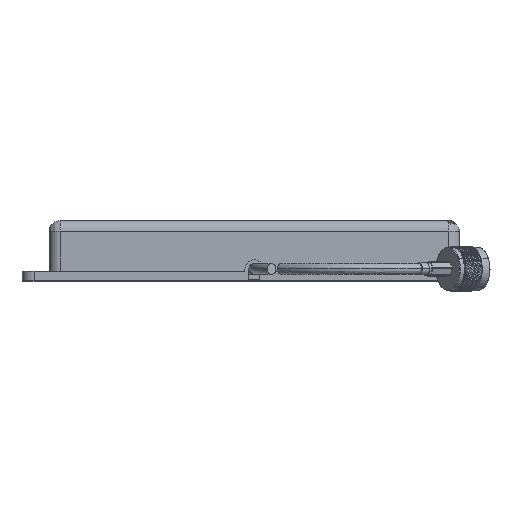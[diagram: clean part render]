
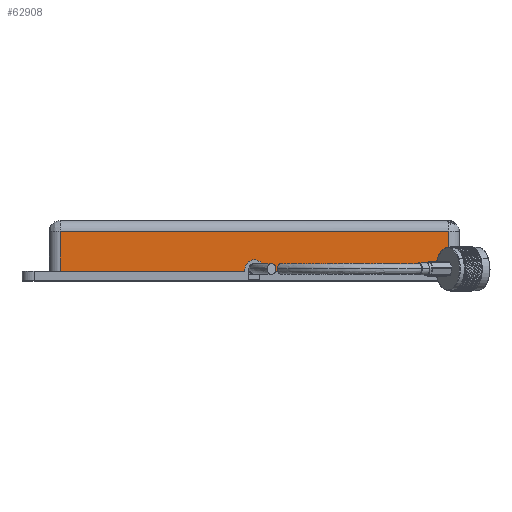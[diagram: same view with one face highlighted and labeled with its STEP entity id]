
A CAD part, top view. The second image highlights one B-rep face of the part: STEP entity #62908.
In plain terms, the highlighted face is planar.
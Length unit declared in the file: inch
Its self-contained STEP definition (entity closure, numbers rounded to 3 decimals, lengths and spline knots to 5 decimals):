
#2632 = LINE ( 'NONE', #89216, #95804 ) ;
#3044 = DIRECTION ( 'NONE',  ( 0., 1., 0. ) ) ;
#4590 = EDGE_LOOP ( 'NONE', ( #13614, #127155, #28572, #80431, #77594, #32475, #44141, #123115, #92235 ) ) ;
#6892 = VECTOR ( 'NONE', #74943, 39.37008 ) ;
#10909 = CARTESIAN_POINT ( 'NONE',  ( 18.89771, 16.96078, 0.13 ) ) ;
#11109 = VERTEX_POINT ( 'NONE', #105268 ) ;
#12535 = VERTEX_POINT ( 'NONE', #123225 ) ;
#13556 = AXIS2_PLACEMENT_3D ( 'NONE', #35060, #3044, #112166 ) ;
#13614 = ORIENTED_EDGE ( 'NONE', *, *, #36967, .T. ) ;
#14626 = VECTOR ( 'NONE', #56643, 39.37008 ) ;
#19497 = VERTEX_POINT ( 'NONE', #10909 ) ;
#21045 = LINE ( 'NONE', #30572, #6892 ) ;
#22864 = CIRCLE ( 'NONE', #13556, 0.17 ) ;
#23709 = DIRECTION ( 'NONE',  ( 0., 0., -1. ) ) ;
#25852 = LINE ( 'NONE', #114588, #99611 ) ;
#26384 = VECTOR ( 'NONE', #70129, 39.37008 ) ;
#26854 = VERTEX_POINT ( 'NONE', #124840 ) ;
#28572 = ORIENTED_EDGE ( 'NONE', *, *, #83307, .F. ) ;
#29306 = PLANE ( 'NONE',  #133102 ) ;
#30572 = CARTESIAN_POINT ( 'NONE',  ( 15.34771, 16.96078, -0.1165 ) ) ;
#32475 = ORIENTED_EDGE ( 'NONE', *, *, #45518, .F. ) ;
#33456 = VERTEX_POINT ( 'NONE', #77942 ) ;
#35060 = CARTESIAN_POINT ( 'NONE',  ( 18.89771, 16.96078, -0.04 ) ) ;
#35552 = LINE ( 'NONE', #83354, #105115 ) ;
#36967 = EDGE_CURVE ( 'NONE', #11109, #33456, #21045, .T. ) ;
#39760 = CARTESIAN_POINT ( 'NONE',  ( 19.06771, 16.96078, -0.04 ) ) ;
#42749 = VERTEX_POINT ( 'NONE', #39760 ) ;
#43950 = CARTESIAN_POINT ( 'NONE',  ( 18.89771, 16.96078, -0.04 ) ) ;
#44141 = ORIENTED_EDGE ( 'NONE', *, *, #58421, .T. ) ;
#44364 = CARTESIAN_POINT ( 'NONE',  ( 19.06771, 16.96078, -0.08 ) ) ;
#45518 = EDGE_CURVE ( 'NONE', #97508, #42749, #35552, .T. ) ;
#46238 = EDGE_CURVE ( 'NONE', #111111, #19497, #22864, .T. ) ;
#46478 = CARTESIAN_POINT ( 'NONE',  ( 22.80271, 16.96078, -0.08 ) ) ;
#48274 = DIRECTION ( 'NONE',  ( 0., 0., -1. ) ) ;
#49117 = DIRECTION ( 'NONE',  ( 0., 0., -1. ) ) ;
#50594 = DIRECTION ( 'NONE',  ( 0., 0., 1. ) ) ;
#53948 = LINE ( 'NONE', #46478, #14626 ) ;
#56302 = DIRECTION ( 'NONE',  ( 0., 0., 1. ) ) ;
#56643 = DIRECTION ( 'NONE',  ( 1., 0., 0. ) ) ;
#58421 = EDGE_CURVE ( 'NONE', #97508, #12535, #137254, .T. ) ;
#62725 = DIRECTION ( 'NONE',  ( 0., -1., 0. ) ) ;
#62908 = ADVANCED_FACE ( 'NONE', ( #139925 ), #29306, .T. ) ;
#70129 = DIRECTION ( 'NONE',  ( 1., 0., 0. ) ) ;
#70278 = CARTESIAN_POINT ( 'NONE',  ( 22.80271, 16.96078, -0.08 ) ) ;
#74943 = DIRECTION ( 'NONE',  ( 0., 0., -1. ) ) ;
#77594 = ORIENTED_EDGE ( 'NONE', *, *, #90046, .T. ) ;
#77942 = CARTESIAN_POINT ( 'NONE',  ( 15.34771, 16.96078, -0.08 ) ) ;
#79812 = AXIS2_PLACEMENT_3D ( 'NONE', #43950, #132801, #56302 ) ;
#80431 = ORIENTED_EDGE ( 'NONE', *, *, #46238, .T. ) ;
#83307 = EDGE_CURVE ( 'NONE', #111111, #26854, #2632, .T. ) ;
#83354 = CARTESIAN_POINT ( 'NONE',  ( 19.06771, 16.96078, -0.038 ) ) ;
#89216 = CARTESIAN_POINT ( 'NONE',  ( 18.72771, 16.96078, -0.082 ) ) ;
#90046 = EDGE_CURVE ( 'NONE', #19497, #42749, #138033, .T. ) ;
#92235 = ORIENTED_EDGE ( 'NONE', *, *, #128853, .F. ) ;
#95804 = VECTOR ( 'NONE', #23709, 39.37008 ) ;
#97508 = VERTEX_POINT ( 'NONE', #44364 ) ;
#99611 = VECTOR ( 'NONE', #49117, 39.37008 ) ;
#105115 = VECTOR ( 'NONE', #50594, 39.37008 ) ;
#105268 = CARTESIAN_POINT ( 'NONE',  ( 15.34771, 16.96078, 0.65 ) ) ;
#106766 = CARTESIAN_POINT ( 'NONE',  ( 22.44771, 16.96078, 0.65 ) ) ;
#111111 = VERTEX_POINT ( 'NONE', #135265 ) ;
#112166 = DIRECTION ( 'NONE',  ( 0., 0., 1. ) ) ;
#114478 = CARTESIAN_POINT ( 'NONE',  ( 22.80271, 16.96078, 0.65 ) ) ;
#114588 = CARTESIAN_POINT ( 'NONE',  ( 22.44771, 16.96078, -0.1165 ) ) ;
#118022 = CARTESIAN_POINT ( 'NONE',  ( 22.80271, 16.96078, -0.1165 ) ) ;
#123115 = ORIENTED_EDGE ( 'NONE', *, *, #138089, .F. ) ;
#123225 = CARTESIAN_POINT ( 'NONE',  ( 22.44771, 16.96078, -0.08 ) ) ;
#124840 = CARTESIAN_POINT ( 'NONE',  ( 18.72771, 16.96078, -0.08 ) ) ;
#127155 = ORIENTED_EDGE ( 'NONE', *, *, #128412, .T. ) ;
#128412 = EDGE_CURVE ( 'NONE', #33456, #26854, #53948, .T. ) ;
#128853 = EDGE_CURVE ( 'NONE', #11109, #132808, #137107, .T. ) ;
#132801 = DIRECTION ( 'NONE',  ( 0., 1., 0. ) ) ;
#132808 = VERTEX_POINT ( 'NONE', #106766 ) ;
#133102 = AXIS2_PLACEMENT_3D ( 'NONE', #118022, #62725, #48274 ) ;
#134361 = DIRECTION ( 'NONE',  ( 1., 0., 0. ) ) ;
#135265 = CARTESIAN_POINT ( 'NONE',  ( 18.72771, 16.96078, -0.04 ) ) ;
#136072 = VECTOR ( 'NONE', #134361, 39.37008 ) ;
#137107 = LINE ( 'NONE', #114478, #26384 ) ;
#137254 = LINE ( 'NONE', #70278, #136072 ) ;
#138033 = CIRCLE ( 'NONE', #79812, 0.17 ) ;
#138089 = EDGE_CURVE ( 'NONE', #132808, #12535, #25852, .T. ) ;
#139925 = FACE_OUTER_BOUND ( 'NONE', #4590, .T. ) ;
